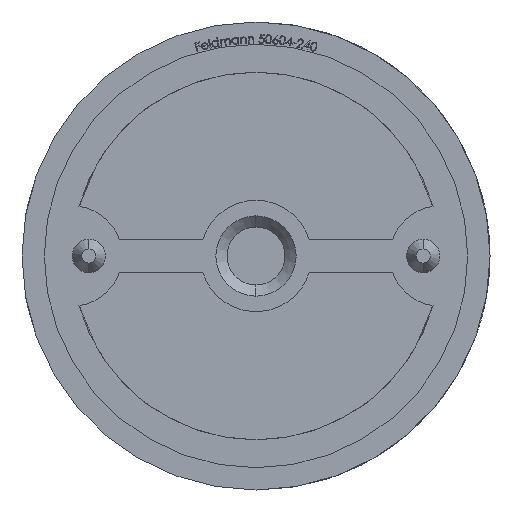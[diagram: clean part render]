
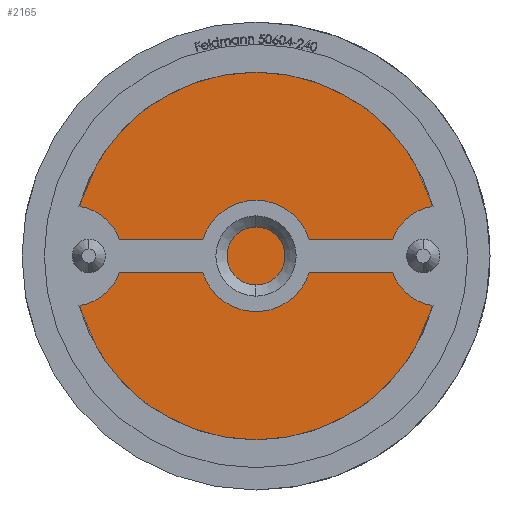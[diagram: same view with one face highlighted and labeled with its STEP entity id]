
A CAD part, front view. The second image highlights one B-rep face of the part: STEP entity #2165.
In plain terms, the highlighted planar face has unit normal (0, -1, 0).
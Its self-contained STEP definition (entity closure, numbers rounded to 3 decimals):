
#557 = CARTESIAN_POINT ( 'NONE',  ( 0., 24., 0. ) ) ;
#921 = PLANE ( 'NONE',  #1173 ) ;
#1173 = AXIS2_PLACEMENT_3D ( 'NONE', #2466, #15996, #11475 ) ;
#1928 = DIRECTION ( 'NONE',  ( 0., -1., 0. ) ) ;
#2165 = ADVANCED_FACE ( 'NONE', ( #15693 ), #921, .T. ) ;
#2357 = EDGE_CURVE ( 'NONE', #11140, #12606, #17369, .T. ) ;
#2391 = ORIENTED_EDGE ( 'NONE', *, *, #2357, .T. ) ;
#2466 = CARTESIAN_POINT ( 'NONE',  ( 0., 24., 0. ) ) ;
#5324 = DIRECTION ( 'NONE',  ( 0., -1., 0. ) ) ;
#5551 = EDGE_CURVE ( 'NONE', #12606, #11140, #8294, .T. ) ;
#6518 = DIRECTION ( 'NONE',  ( 0., 0., -1. ) ) ;
#8160 = DIRECTION ( 'NONE',  ( 0., 0., -1. ) ) ;
#8294 = CIRCLE ( 'NONE', #15593, 19. ) ;
#10639 = EDGE_LOOP ( 'NONE', ( #2391, #12650 ) ) ;
#11140 = VERTEX_POINT ( 'NONE', #14105 ) ;
#11475 = DIRECTION ( 'NONE',  ( 0., 0., -1. ) ) ;
#11742 = AXIS2_PLACEMENT_3D ( 'NONE', #15459, #1928, #6518 ) ;
#12606 = VERTEX_POINT ( 'NONE', #14265 ) ;
#12650 = ORIENTED_EDGE ( 'NONE', *, *, #5551, .T. ) ;
#14105 = CARTESIAN_POINT ( 'NONE',  ( 0., 24., -19. ) ) ;
#14265 = CARTESIAN_POINT ( 'NONE',  ( 0., 24., 19. ) ) ;
#15459 = CARTESIAN_POINT ( 'NONE',  ( 0., 24., 0. ) ) ;
#15593 = AXIS2_PLACEMENT_3D ( 'NONE', #557, #5324, #8160 ) ;
#15693 = FACE_OUTER_BOUND ( 'NONE', #10639, .T. ) ;
#15996 = DIRECTION ( 'NONE',  ( 0., -1., 0. ) ) ;
#17369 = CIRCLE ( 'NONE', #11742, 19. ) ;
